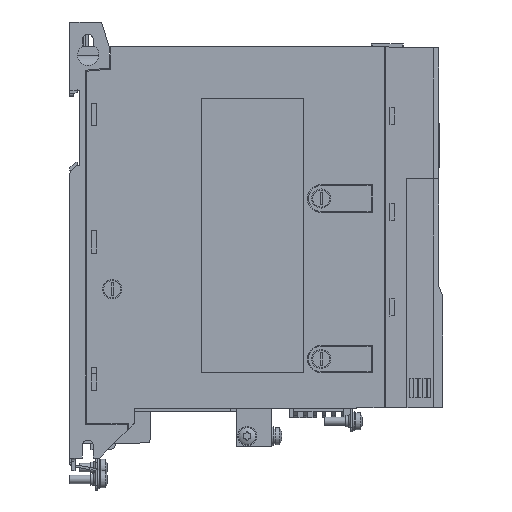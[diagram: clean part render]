
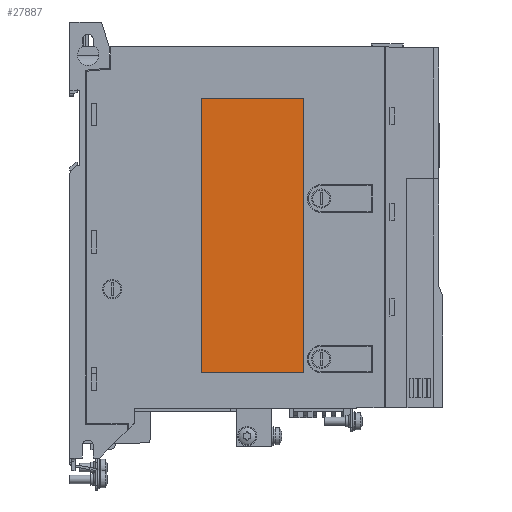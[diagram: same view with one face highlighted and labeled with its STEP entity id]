
A CAD part, left-side view. The second image highlights one B-rep face of the part: STEP entity #27887.
In plain terms, the highlighted planar face has unit normal (-1, 0, 0).
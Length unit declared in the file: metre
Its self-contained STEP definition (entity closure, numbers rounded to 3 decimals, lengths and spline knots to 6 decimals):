
#661=LINE('',#39611,#4035);
#662=LINE('',#39614,#4036);
#663=LINE('',#39616,#4037);
#664=LINE('',#39618,#4038);
#4035=VECTOR('',#31886,1.);
#4036=VECTOR('',#31887,1.);
#4037=VECTOR('',#31888,1.);
#4038=VECTOR('',#31889,1.);
#7581=ORIENTED_EDGE('',*,*,#15630,.F.);
#7582=ORIENTED_EDGE('',*,*,#15631,.F.);
#7583=ORIENTED_EDGE('',*,*,#15632,.F.);
#7584=ORIENTED_EDGE('',*,*,#15633,.F.);
#15630=EDGE_CURVE('',#19675,#19676,#661,.T.);
#15631=EDGE_CURVE('',#19677,#19675,#662,.T.);
#15632=EDGE_CURVE('',#19678,#19677,#663,.T.);
#15633=EDGE_CURVE('',#19676,#19678,#664,.T.);
#19675=VERTEX_POINT('',#39612);
#19676=VERTEX_POINT('',#39613);
#19677=VERTEX_POINT('',#39615);
#19678=VERTEX_POINT('',#39617);
#23010=EDGE_LOOP('',(#7581,#7582,#7583,#7584));
#24868=FACE_BOUND('',#23010,.T.);
#26707=PLANE('',#29467);
#27887=ADVANCED_FACE('',(#24868),#26707,.F.);
#29467=AXIS2_PLACEMENT_3D('',#39610,#31884,#31885);
#31884=DIRECTION('',(1.,0.,0.));
#31885=DIRECTION('',(0.,0.,-1.));
#31886=DIRECTION('',(0.,0.,1.));
#31887=DIRECTION('',(0.,1.,0.));
#31888=DIRECTION('',(0.,0.,-1.));
#31889=DIRECTION('',(0.,-1.,0.));
#39610=CARTESIAN_POINT('',(-0.0347,0.,0.));
#39611=CARTESIAN_POINT('',(-0.0347,0.16915,0.062));
#39612=CARTESIAN_POINT('',(-0.0347,0.16915,0.062));
#39613=CARTESIAN_POINT('',(-0.0347,0.16915,0.11));
#39614=CARTESIAN_POINT('',(-0.0347,0.04015,0.062));
#39615=CARTESIAN_POINT('',(-0.0347,0.04015,0.062));
#39616=CARTESIAN_POINT('',(-0.0347,0.04015,0.11));
#39617=CARTESIAN_POINT('',(-0.0347,0.04015,0.11));
#39618=CARTESIAN_POINT('',(-0.0347,0.16915,0.11));
